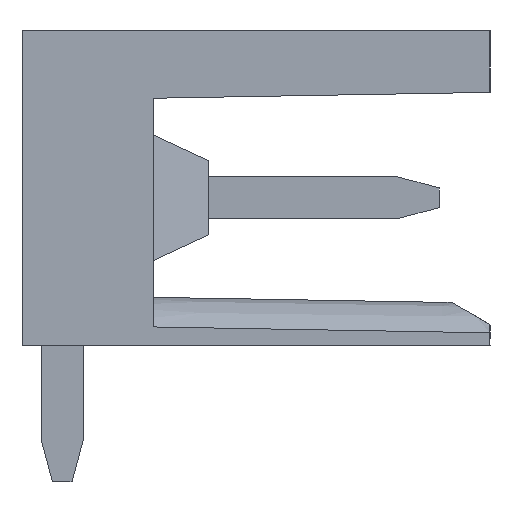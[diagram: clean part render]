
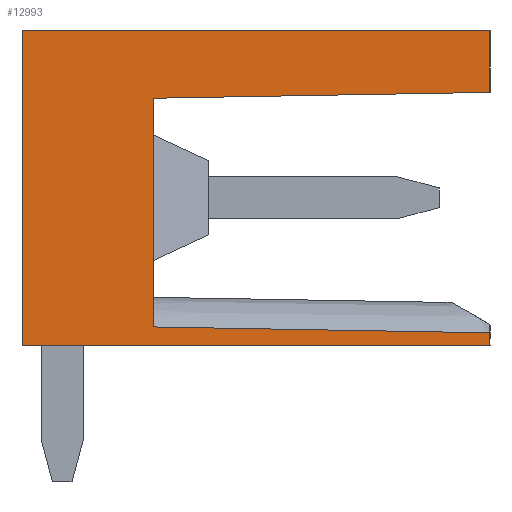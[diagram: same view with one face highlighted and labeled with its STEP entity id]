
A CAD part, left-side view. The second image highlights one B-rep face of the part: STEP entity #12993.
In plain terms, the highlighted planar face has unit normal (-1, 0, 0).
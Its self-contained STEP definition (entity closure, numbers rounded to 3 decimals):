
#12962=AXIS2_PLACEMENT_3D('Plane Axis2P3D',#12959,#12960,#12961) ;
#6397=CARTESIAN_POINT('Vertex',(0.,11.05,3.2)) ;
#6400=CARTESIAN_POINT('Line Origine',(0.,11.05,6.925)) ;
#6404=CARTESIAN_POINT('Vertex',(0.,11.05,10.65)) ;
#7571=CARTESIAN_POINT('Vertex',(0.,0.,3.2)) ;
#7574=CARTESIAN_POINT('Line Origine',(0.,5.525,3.2)) ;
#7693=CARTESIAN_POINT('Vertex',(0.,0.,10.65)) ;
#7698=CARTESIAN_POINT('Line Origine',(0.,0.,9.919)) ;
#7702=CARTESIAN_POINT('Vertex',(0.,0.,9.189)) ;
#9619=CARTESIAN_POINT('Line Origine',(0.,0.,3.356)) ;
#9623=CARTESIAN_POINT('Vertex',(0.,0.,3.511)) ;
#11097=CARTESIAN_POINT('Line Origine',(0.,5.525,10.65)) ;
#12959=CARTESIAN_POINT('Axis2P3D Location',(0.,0.,0.)) ;
#12964=CARTESIAN_POINT('Line Origine',(0.,3.975,3.581)) ;
#12968=CARTESIAN_POINT('Vertex',(0.,7.95,3.65)) ;
#12971=CARTESIAN_POINT('Line Origine',(0.,7.95,6.35)) ;
#12975=CARTESIAN_POINT('Vertex',(0.,7.95,9.05)) ;
#12978=CARTESIAN_POINT('Line Origine',(0.,3.975,9.119)) ;
#6401=DIRECTION('Vector Direction',(0.,0.,1.)) ;
#7575=DIRECTION('Vector Direction',(0.,1.,0.)) ;
#7699=DIRECTION('Vector Direction',(0.,0.,-1.)) ;
#9620=DIRECTION('Vector Direction',(0.,0.,-1.)) ;
#11098=DIRECTION('Vector Direction',(0.,-1.,0.)) ;
#12960=DIRECTION('Axis2P3D Direction',(-1.,0.,0.)) ;
#12961=DIRECTION('Axis2P3D XDirection',(0.,-1.,0.)) ;
#12965=DIRECTION('Vector Direction',(0.,1.,0.017)) ;
#12972=DIRECTION('Vector Direction',(0.,0.,1.)) ;
#12979=DIRECTION('Vector Direction',(0.,1.,-0.017)) ;
#6402=VECTOR('Line Direction',#6401,1.) ;
#7576=VECTOR('Line Direction',#7575,1.) ;
#7700=VECTOR('Line Direction',#7699,1.) ;
#9621=VECTOR('Line Direction',#9620,1.) ;
#11099=VECTOR('Line Direction',#11098,1.) ;
#12966=VECTOR('Line Direction',#12965,1.) ;
#12973=VECTOR('Line Direction',#12972,1.) ;
#12980=VECTOR('Line Direction',#12979,1.) ;
#12984=ORIENTED_EDGE('',*,*,#7704,.T.) ;
#12985=ORIENTED_EDGE('',*,*,#11101,.T.) ;
#12986=ORIENTED_EDGE('',*,*,#6406,.T.) ;
#12987=ORIENTED_EDGE('',*,*,#7578,.T.) ;
#12988=ORIENTED_EDGE('',*,*,#9625,.T.) ;
#12989=ORIENTED_EDGE('',*,*,#12970,.F.) ;
#12990=ORIENTED_EDGE('',*,*,#12977,.F.) ;
#12991=ORIENTED_EDGE('',*,*,#12982,.F.) ;
#12993=ADVANCED_FACE('HOUSING',(#12992),#12963,.T.) ;
#6406=EDGE_CURVE('',#6405,#6398,#6403,.F.) ;
#7578=EDGE_CURVE('',#6398,#7572,#7577,.F.) ;
#7704=EDGE_CURVE('',#7703,#7694,#7701,.F.) ;
#9625=EDGE_CURVE('',#7572,#9624,#9622,.F.) ;
#11101=EDGE_CURVE('',#7694,#6405,#11100,.F.) ;
#12970=EDGE_CURVE('',#12969,#9624,#12967,.F.) ;
#12977=EDGE_CURVE('',#12976,#12969,#12974,.F.) ;
#12982=EDGE_CURVE('',#7703,#12976,#12981,.T.) ;
#12983=EDGE_LOOP('',(#12984,#12985,#12986,#12987,#12988,#12989,#12990,#12991)) ;
#12992=FACE_OUTER_BOUND('',#12983,.T.) ;
#6403=LINE('Line',#6400,#6402) ;
#7577=LINE('Line',#7574,#7576) ;
#7701=LINE('Line',#7698,#7700) ;
#9622=LINE('Line',#9619,#9621) ;
#11100=LINE('Line',#11097,#11099) ;
#12967=LINE('Line',#12964,#12966) ;
#12974=LINE('Line',#12971,#12973) ;
#12981=LINE('Line',#12978,#12980) ;
#12963=PLANE('',#12962) ;
#6398=VERTEX_POINT('',#6397) ;
#6405=VERTEX_POINT('',#6404) ;
#7572=VERTEX_POINT('',#7571) ;
#7694=VERTEX_POINT('',#7693) ;
#7703=VERTEX_POINT('',#7702) ;
#9624=VERTEX_POINT('',#9623) ;
#12969=VERTEX_POINT('',#12968) ;
#12976=VERTEX_POINT('',#12975) ;
